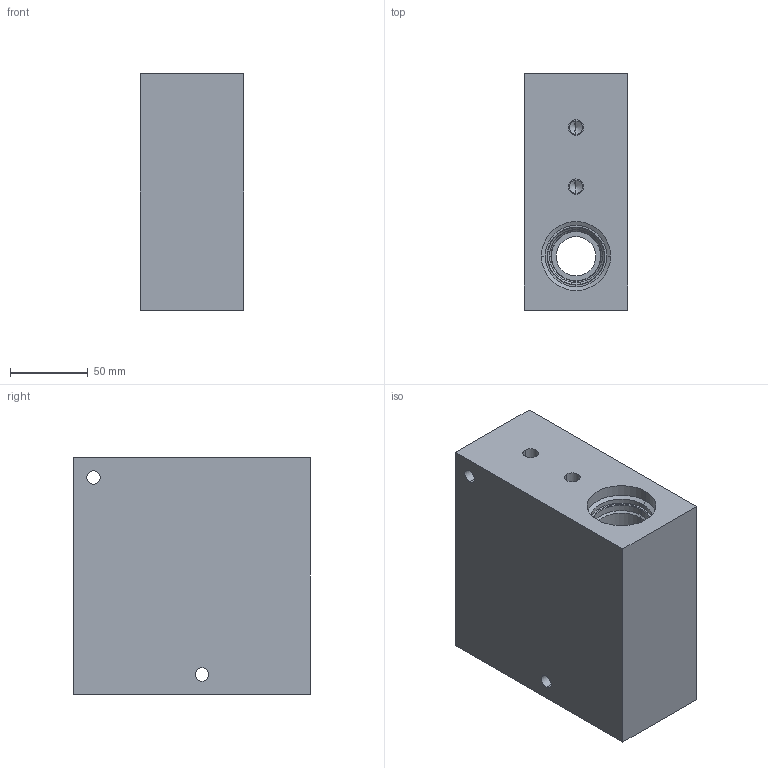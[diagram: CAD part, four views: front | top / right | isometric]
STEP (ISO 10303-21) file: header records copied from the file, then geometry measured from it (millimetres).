
FILE_DESCRIPTION (( 'STEP AP203' ), '1' );
FILE_NAME ('ML-240-FRW-16A2-17A3-G08-Z01.STEP', '2026-02-26T00:50:57', ( '' ), ( '' ), 'SwSTEP 2.0', 'SolidWorks 2018', '' );
FILE_SCHEMA (( 'CONFIG_CONTROL_DESIGN' ));
Length unit declared in the file: millimetre
Products named in the file (1): ML-240-FRW-16A2-17A3-G08-Z01
Bounding box: 66.8 x 152.4 x 152.4 mm (x, y, z)
Volume: 1253265.6 mm3; surface area: 124716 mm2
Topology: 1 solids, 1 shells, 355 faces, 943 edges, 608 vertices
Faces by surface type: cylinder 199, plane 98, cone 34, bspline 18, torus 6
Entity records: 12654 total; most frequent: CARTESIAN_POINT 3505, DIRECTION 1983, ORIENTED_EDGE 1878, EDGE_CURVE 939, AXIS2_PLACEMENT_3D 754, VERTEX_POINT 608, LINE 475, VECTOR 475
